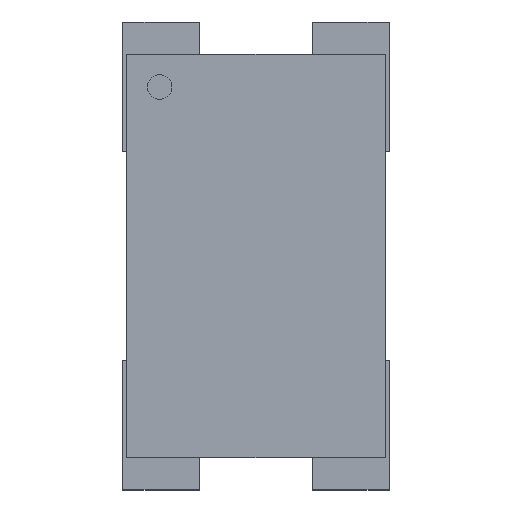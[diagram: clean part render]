
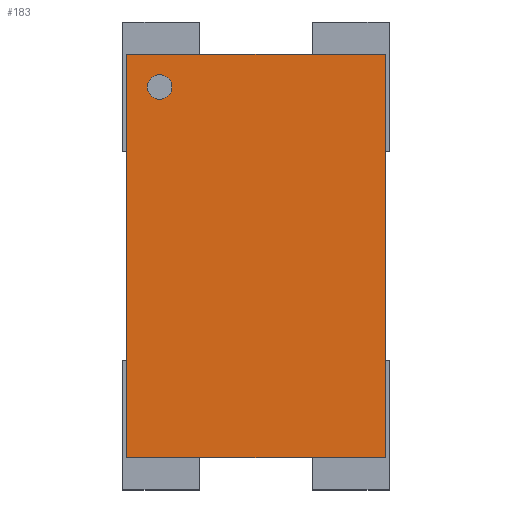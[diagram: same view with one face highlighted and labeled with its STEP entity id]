
A CAD part, top view. The second image highlights one B-rep face of the part: STEP entity #183.
In plain terms, the highlighted planar face has unit normal (0, 0, 1).
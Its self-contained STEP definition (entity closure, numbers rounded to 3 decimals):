
#183=ADVANCED_FACE($,(#189),#184,.F.);
#184=PLANE($,#185);
#185=AXIS2_PLACEMENT_3D($,#186,#187,#188);
#186=CARTESIAN_POINT('Origin',(-1.6,-2.5,0.696));
#187=DIRECTION('center_axis',(0.0,0.0,-1.0));
#188=DIRECTION('ref_axis',(0.,1.,0.));
#189=FACE_OUTER_BOUND($,#190,.T.);
#190=EDGE_LOOP($,(#191,#201,#211,#221));
#191=ORIENTED_EDGE($,*,*,#192,.F.);
#192=EDGE_CURVE($,#193,#195,#197,.T.);
#193=VERTEX_POINT($,#194);
#194=CARTESIAN_POINT('',(1.6,-2.5,0.696));
#195=VERTEX_POINT($,#196);
#196=CARTESIAN_POINT('',(-1.6,-2.5,0.696));
#197=LINE($,#198,#199);
#198=CARTESIAN_POINT($,(1.6,-2.5,0.696));
#199=VECTOR($,#200,3.2);
#200=DIRECTION($,(-1.0,0.0,0.0));
#201=ORIENTED_EDGE($,*,*,#202,.F.);
#202=EDGE_CURVE($,#203,#205,#207,.T.);
#203=VERTEX_POINT($,#204);
#204=CARTESIAN_POINT('',(1.6,2.5,0.696));
#205=VERTEX_POINT($,#194);
#207=LINE($,#208,#209);
#208=CARTESIAN_POINT($,(1.6,2.5,0.696));
#209=VECTOR($,#210,5.);
#210=DIRECTION($,(0.0,-1.0,0.0));
#211=ORIENTED_EDGE($,*,*,#212,.F.);
#212=EDGE_CURVE($,#213,#215,#217,.T.);
#213=VERTEX_POINT($,#214);
#214=CARTESIAN_POINT('',(-1.6,2.5,0.696));
#215=VERTEX_POINT($,#204);
#217=LINE($,#218,#219);
#218=CARTESIAN_POINT($,(-1.6,2.5,0.696));
#219=VECTOR($,#220,3.2);
#220=DIRECTION($,(1.0,0.0,0.0));
#221=ORIENTED_EDGE($,*,*,#222,.F.);
#222=EDGE_CURVE($,#223,#225,#227,.T.);
#223=VERTEX_POINT($,#196);
#225=VERTEX_POINT($,#214);
#227=LINE($,#228,#229);
#228=CARTESIAN_POINT($,(-1.6,-2.5,0.696));
#229=VECTOR($,#230,5.);
#230=DIRECTION($,(0.0,1.0,0.0));
